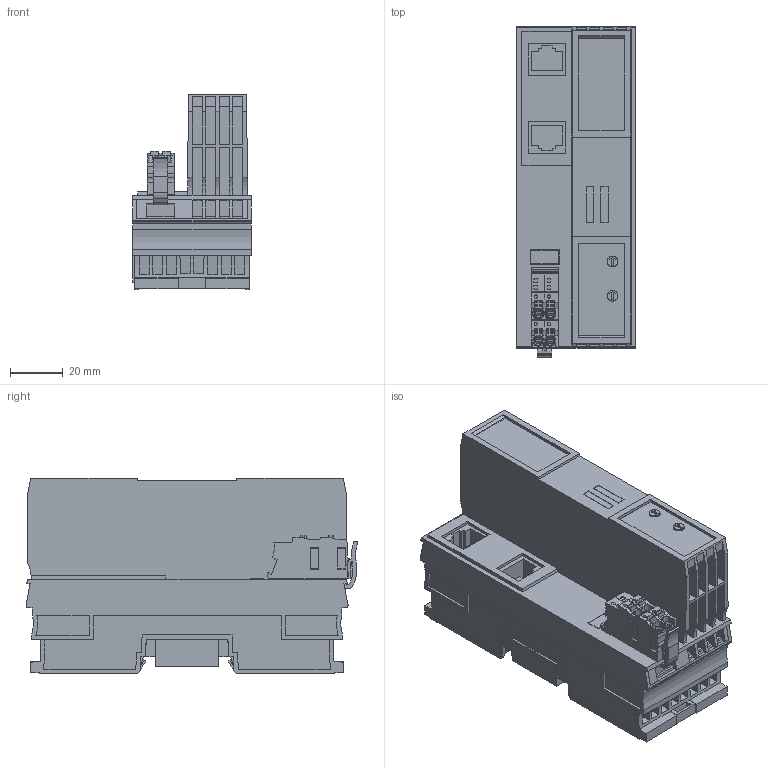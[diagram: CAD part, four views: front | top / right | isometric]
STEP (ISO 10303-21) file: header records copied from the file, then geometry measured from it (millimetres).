
FILE_DESCRIPTION(/* description */ ('Alibre Inc.'),/* implementation_level */ '2;1');
FILE_NAME(/* name */ 'export-00EE9241-C1F1-4466-98DF-7F6FC1A9A154',/* time_stamp */ '2024-05-04T13:55:51+02:00',/* author */ (''),/* organization */ (''),/* preprocessor_version */ 'ST-DEVELOPER v17',/* originating_system */ 'Alibre',/* authorisation */ '');
FILE_SCHEMA (('AUTOMOTIVE_DESIGN'));
Length unit declared in the file: millimetre
Products named in the file (7): NI_AXL_F_BS_BK-select; FIBO_PS_SP_TWIN_PWR_BK9005-select; FIBO_BK_PLUS_GY7042-select; AXL_BE_SCHILD_BK_EC-select; AXL_BE_SCHILD_BK1-select; FIBO_COLOR_CODE_WH9010-select; AXL_F_BK_...-select
Bounding box: 45 x 126.17 x 74.25 mm (x, y, z)
Volume: 269987.4 mm3; surface area: 57508.7 mm2
Topology: 6 solids, 6 shells, 1792 faces, 4742 edges, 3141 vertices
Faces by surface type: plane 1621, cylinder 147, cone 24
Entity records: 53990 total; most frequent: CARTESIAN_POINT 9650, ORIENTED_EDGE 9484, DIRECTION 7047, EDGE_CURVE 4742, VECTOR 4336, LINE 4336, VERTEX_POINT 3141, AXIS2_PLACEMENT_3D 2160
